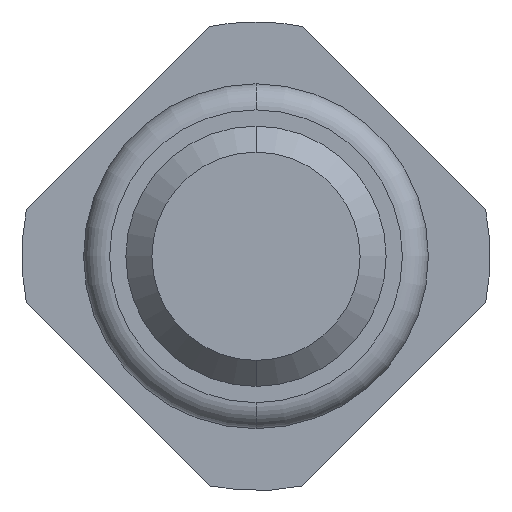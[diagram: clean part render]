
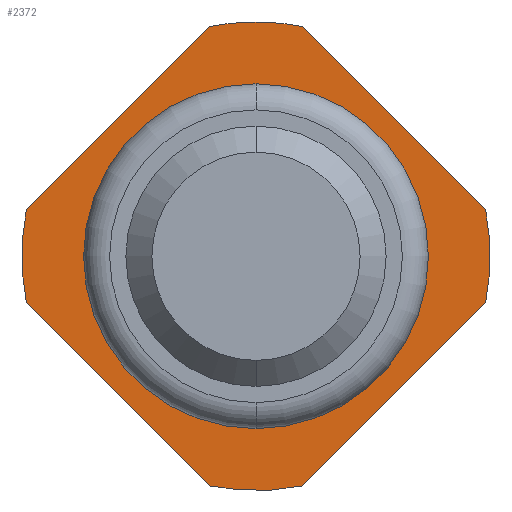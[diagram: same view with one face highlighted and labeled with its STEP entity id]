
A CAD part, front view. The second image highlights one B-rep face of the part: STEP entity #2372.
In plain terms, the highlighted planar face has unit normal (0, -1, 0).
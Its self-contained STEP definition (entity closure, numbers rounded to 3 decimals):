
#94 = DIRECTION ( 'NONE',  ( 0.707, 0., 0.707 ) ) ;
#95 = DIRECTION ( 'NONE',  ( 0., 1., 0. ) ) ;
#105 = EDGE_CURVE ( 'Defeature ausgef�hrt2_15+Defeature ausgef�hrt2_0+Defeature ausgef�hrt2_1+Defeature ausgef�hrt2_4', #2780, #2567, #888, .T. ) ;
#197 = DIRECTION ( 'NONE',  ( 0., 1., 0. ) ) ;
#205 = CARTESIAN_POINT ( 'NONE',  ( 0.357, -2., 1.764 ) ) ;
#218 = DIRECTION ( 'NONE',  ( 0., 0., 1. ) ) ;
#228 = PLANE ( 'NONE',  #2200 ) ;
#249 = CARTESIAN_POINT ( 'NONE',  ( 1.8, -2., 0. ) ) ;
#278 = DIRECTION ( 'NONE',  ( 0., 1., 0. ) ) ;
#340 = CARTESIAN_POINT ( 'NONE',  ( 0., -2., 0. ) ) ;
#345 = EDGE_CURVE ( 'Defeature ausgef�hrt2_0+Defeature ausgef�hrt2_12+Defeature ausgef�hrt2_12+Defeature ausgef�hrt2_12', #792, #1027, #1008, .T. ) ;
#416 = VERTEX_POINT ( 'NONE', #3732 ) ;
#458 = EDGE_CURVE ( 'Defeature ausgef�hrt2_3+Defeature ausgef�hrt2_0+Defeature ausgef�hrt2_16+Defeature ausgef�hrt2_17', #1126, #1720, #2988, .T. ) ;
#659 = CARTESIAN_POINT ( 'NONE',  ( -0.357, -2., -1.764 ) ) ;
#696 = EDGE_LOOP ( 'NONE', ( #3294, #2326, #2420, #3094, #2023, #3385, #1430, #3218, #2475 ) ) ;
#749 = EDGE_CURVE ( 'Defeature ausgef�hrt2_0+Defeature ausgef�hrt2_12+Defeature ausgef�hrt2_12+Defeature ausgef�hrt2_12', #1027, #792, #1134, .T. ) ;
#780 = CIRCLE ( 'NONE', #1634, 1.8 ) ;
#792 = VERTEX_POINT ( 'NONE', #3647 ) ;
#834 = CIRCLE ( 'NONE', #2995, 1.8 ) ;
#836 = CARTESIAN_POINT ( 'NONE',  ( -0.357, -2., 1.764 ) ) ;
#844 = DIRECTION ( 'NONE',  ( 0., 1., 0. ) ) ;
#870 = DIRECTION ( 'NONE',  ( -0.707, 0., -0.707 ) ) ;
#888 = LINE ( 'NONE', #2607, #3543 ) ;
#892 = CARTESIAN_POINT ( 'NONE',  ( 1.764, -2., 0.357 ) ) ;
#898 = VERTEX_POINT ( 'NONE', #892 ) ;
#908 = VERTEX_POINT ( 'NONE', #836 ) ;
#1008 = CIRCLE ( 'NONE', #3800, 1.325 ) ;
#1027 = VERTEX_POINT ( 'NONE', #2141 ) ;
#1037 = AXIS2_PLACEMENT_3D ( 'NONE', #3572, #2298, #1163 ) ;
#1112 = DIRECTION ( 'NONE',  ( 0., 0., 1. ) ) ;
#1126 = VERTEX_POINT ( 'NONE', #3111 ) ;
#1134 = CIRCLE ( 'NONE', #1193, 1.325 ) ;
#1163 = DIRECTION ( 'NONE',  ( 0., 0., 1. ) ) ;
#1187 = DIRECTION ( 'NONE',  ( 0., 1., 0. ) ) ;
#1189 = LINE ( 'NONE', #2495, #1896 ) ;
#1193 = AXIS2_PLACEMENT_3D ( 'NONE', #1606, #95, #1627 ) ;
#1219 = CARTESIAN_POINT ( 'NONE',  ( 0., -2., 0. ) ) ;
#1227 = EDGE_CURVE ( 'Defeature ausgef�hrt2_16+Defeature ausgef�hrt2_0+Defeature ausgef�hrt2_4+Defeature ausgef�hrt2_3', #1744, #1126, #2825, .T. ) ;
#1257 = VERTEX_POINT ( 'NONE', #205 ) ;
#1303 = EDGE_CURVE ( 'Defeature ausgef�hrt2_18+Defeature ausgef�hrt2_0+Defeature ausgef�hrt2_2+Defeature ausgef�hrt2_1', #1257, #898, #3541, .T. ) ;
#1338 = DIRECTION ( 'NONE',  ( 0., 0., 1. ) ) ;
#1351 = DIRECTION ( 'NONE',  ( 0., 1., 0. ) ) ;
#1430 = ORIENTED_EDGE ( 'NONE', *, *, #1795, .F. ) ;
#1478 = CARTESIAN_POINT ( 'NONE',  ( 1.764, -2., -0.357 ) ) ;
#1504 = VECTOR ( 'NONE', #3229, 1000. ) ;
#1606 = CARTESIAN_POINT ( 'NONE',  ( 0., -2., 0. ) ) ;
#1627 = DIRECTION ( 'NONE',  ( 0., 0., 1. ) ) ;
#1634 = AXIS2_PLACEMENT_3D ( 'NONE', #3223, #278, #218 ) ;
#1640 = ORIENTED_EDGE ( 'NONE', *, *, #749, .T. ) ;
#1668 = EDGE_CURVE ( 'Defeature ausgef�hrt2_1+Defeature ausgef�hrt2_0+Defeature ausgef�hrt2_18+Defeature ausgef�hrt2_15', #898, #2780, #780, .T. ) ;
#1710 = CARTESIAN_POINT ( 'NONE',  ( 0., -2., 0. ) ) ;
#1720 = VERTEX_POINT ( 'NONE', #3812 ) ;
#1744 = VERTEX_POINT ( 'NONE', #659 ) ;
#1795 = EDGE_CURVE ( 'Defeature ausgef�hrt2_4+Defeature ausgef�hrt2_0+Defeature ausgef�hrt2_15+Defeature ausgef�hrt2_16', #2567, #1744, #834, .T. ) ;
#1842 = DIRECTION ( 'NONE',  ( 0., 0., 1. ) ) ;
#1870 = AXIS2_PLACEMENT_3D ( 'NONE', #1710, #844, #1112 ) ;
#1896 = VECTOR ( 'NONE', #94, 1000. ) ;
#1948 = DIRECTION ( 'NONE',  ( -0.707, 0., 0.707 ) ) ;
#2023 = ORIENTED_EDGE ( 'NONE', *, *, #458, .F. ) ;
#2114 = DIRECTION ( 'NONE',  ( 0., 0., 1. ) ) ;
#2134 = AXIS2_PLACEMENT_3D ( 'NONE', #1219, #3237, #1842 ) ;
#2141 = CARTESIAN_POINT ( 'NONE',  ( 0., -2., 1.325 ) ) ;
#2191 = EDGE_CURVE ( 'Defeature ausgef�hrt2_2+Defeature ausgef�hrt2_0+Defeature ausgef�hrt2_17+Defeature ausgef�hrt2_18', #416, #1257, #3505, .T. ) ;
#2200 = AXIS2_PLACEMENT_3D ( 'NONE', #249, #1351, #3801 ) ;
#2298 = DIRECTION ( 'NONE',  ( 0., 1., 0. ) ) ;
#2326 = ORIENTED_EDGE ( 'NONE', *, *, #2191, .F. ) ;
#2372 = ADVANCED_FACE ( 'Defeature ausgef�hrt2_0', ( #2920, #2592 ), #228, .F. ) ;
#2420 = ORIENTED_EDGE ( 'NONE', *, *, #3700, .F. ) ;
#2475 = ORIENTED_EDGE ( 'NONE', *, *, #1668, .F. ) ;
#2495 = CARTESIAN_POINT ( 'NONE',  ( -0.161, -2., 1.961 ) ) ;
#2537 = EDGE_LOOP ( 'NONE', ( #1640, #3251 ) ) ;
#2567 = VERTEX_POINT ( 'NONE', #3289 ) ;
#2592 = FACE_OUTER_BOUND ( 'NONE', #696, .T. ) ;
#2607 = CARTESIAN_POINT ( 'NONE',  ( 1.961, -2., -0.161 ) ) ;
#2609 = CARTESIAN_POINT ( 'NONE',  ( 1.961, -2., 0.161 ) ) ;
#2780 = VERTEX_POINT ( 'NONE', #1478 ) ;
#2825 = LINE ( 'NONE', #3760, #3241 ) ;
#2920 = FACE_BOUND ( 'NONE', #2537, .T. ) ;
#2988 = CIRCLE ( 'NONE', #1870, 1.8 ) ;
#2995 = AXIS2_PLACEMENT_3D ( 'NONE', #340, #1187, #2114 ) ;
#3094 = ORIENTED_EDGE ( 'NONE', *, *, #3435, .F. ) ;
#3111 = CARTESIAN_POINT ( 'NONE',  ( -1.764, -2., -0.357 ) ) ;
#3218 = ORIENTED_EDGE ( 'NONE', *, *, #105, .F. ) ;
#3223 = CARTESIAN_POINT ( 'NONE',  ( 0., -2., 0. ) ) ;
#3229 = DIRECTION ( 'NONE',  ( 0.707, 0., -0.707 ) ) ;
#3237 = DIRECTION ( 'NONE',  ( 0., 1., 0. ) ) ;
#3241 = VECTOR ( 'NONE', #1948, 1000. ) ;
#3251 = ORIENTED_EDGE ( 'NONE', *, *, #345, .T. ) ;
#3289 = CARTESIAN_POINT ( 'NONE',  ( 0.357, -2., -1.764 ) ) ;
#3294 = ORIENTED_EDGE ( 'NONE', *, *, #1303, .F. ) ;
#3385 = ORIENTED_EDGE ( 'NONE', *, *, #1227, .F. ) ;
#3394 = CARTESIAN_POINT ( 'NONE',  ( 0., -2., 0. ) ) ;
#3435 = EDGE_CURVE ( 'Defeature ausgef�hrt2_17+Defeature ausgef�hrt2_0+Defeature ausgef�hrt2_3+Defeature ausgef�hrt2_2', #1720, #908, #1189, .T. ) ;
#3505 = CIRCLE ( 'NONE', #2134, 1.8 ) ;
#3541 = LINE ( 'NONE', #2609, #1504 ) ;
#3543 = VECTOR ( 'NONE', #870, 1000. ) ;
#3572 = CARTESIAN_POINT ( 'NONE',  ( 0., -2., 0. ) ) ;
#3647 = CARTESIAN_POINT ( 'NONE',  ( 0., -2., -1.325 ) ) ;
#3700 = EDGE_CURVE ( 'Defeature ausgef�hrt2_2+Defeature ausgef�hrt2_0+Defeature ausgef�hrt2_17+Defeature ausgef�hrt2_18', #908, #416, #3762, .T. ) ;
#3732 = CARTESIAN_POINT ( 'NONE',  ( 0., -2., 1.8 ) ) ;
#3760 = CARTESIAN_POINT ( 'NONE',  ( -0.161, -2., -1.961 ) ) ;
#3762 = CIRCLE ( 'NONE', #1037, 1.8 ) ;
#3800 = AXIS2_PLACEMENT_3D ( 'NONE', #3394, #197, #1338 ) ;
#3801 = DIRECTION ( 'NONE',  ( 0., 0., 1. ) ) ;
#3812 = CARTESIAN_POINT ( 'NONE',  ( -1.764, -2., 0.357 ) ) ;
